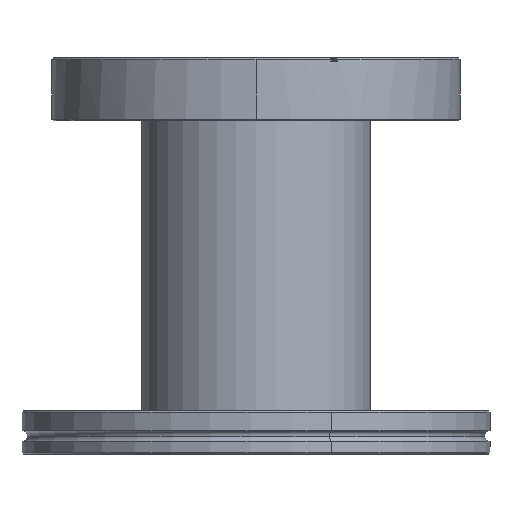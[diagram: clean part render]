
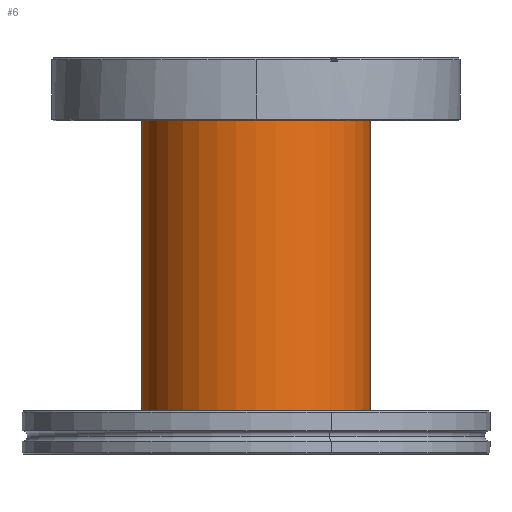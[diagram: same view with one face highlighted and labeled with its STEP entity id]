
A CAD part, front view. The second image highlights one B-rep face of the part: STEP entity #6.
In plain terms, the highlighted cylindrical face has radius 31.75 mm (diameter 63.5 mm), a partial arc.
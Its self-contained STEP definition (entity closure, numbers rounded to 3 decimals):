
#6 = ADVANCED_FACE ( 'NONE', ( #3412 ), #3328, .T. ) ;
#71 = CARTESIAN_POINT ( 'NONE',  ( 31.75, 0., 47. ) ) ;
#91 = VERTEX_POINT ( 'NONE', #2337 ) ;
#579 = EDGE_CURVE ( 'NONE', #91, #2582, #1709, .T. ) ;
#635 = ORIENTED_EDGE ( 'NONE', *, *, #1458, .F. ) ;
#737 = DIRECTION ( 'NONE',  ( 1., 0., 0. ) ) ;
#970 = DIRECTION ( 'NONE',  ( -1., 0., 0. ) ) ;
#1067 = VECTOR ( 'NONE', #3215, 1000. ) ;
#1104 = DIRECTION ( 'NONE',  ( 0., 0., 1. ) ) ;
#1271 = CARTESIAN_POINT ( 'NONE',  ( 31.75, 0., -47. ) ) ;
#1345 = VECTOR ( 'NONE', #1919, 1000. ) ;
#1367 = EDGE_CURVE ( 'NONE', #1768, #2747, #2200, .T. ) ;
#1450 = AXIS2_PLACEMENT_3D ( 'NONE', #2671, #1104, #2943 ) ;
#1458 = EDGE_CURVE ( 'NONE', #2582, #2747, #2731, .T. ) ;
#1630 = CARTESIAN_POINT ( 'NONE',  ( 0., 0., 47. ) ) ;
#1709 = CIRCLE ( 'NONE', #2114, 31.75 ) ;
#1768 = VERTEX_POINT ( 'NONE', #2569 ) ;
#1918 = ORIENTED_EDGE ( 'NONE', *, *, #1367, .T. ) ;
#1919 = DIRECTION ( 'NONE',  ( 0., 0., -1. ) ) ;
#2114 = AXIS2_PLACEMENT_3D ( 'NONE', #1630, #2831, #737 ) ;
#2200 = CIRCLE ( 'NONE', #1450, 31.75 ) ;
#2286 = DIRECTION ( 'NONE',  ( 0., 0., -1. ) ) ;
#2337 = CARTESIAN_POINT ( 'NONE',  ( -31.75, 0., 47. ) ) ;
#2507 = AXIS2_PLACEMENT_3D ( 'NONE', #3088, #2286, #970 ) ;
#2534 = EDGE_CURVE ( 'NONE', #91, #1768, #3159, .T. ) ;
#2569 = CARTESIAN_POINT ( 'NONE',  ( -31.75, 0., -47. ) ) ;
#2582 = VERTEX_POINT ( 'NONE', #2931 ) ;
#2671 = CARTESIAN_POINT ( 'NONE',  ( 0., 0., -47. ) ) ;
#2731 = LINE ( 'NONE', #71, #1345 ) ;
#2747 = VERTEX_POINT ( 'NONE', #1271 ) ;
#2831 = DIRECTION ( 'NONE',  ( 0., 0., 1. ) ) ;
#2931 = CARTESIAN_POINT ( 'NONE',  ( 31.75, 0., 47. ) ) ;
#2943 = DIRECTION ( 'NONE',  ( 1., 0., 0. ) ) ;
#2959 = CARTESIAN_POINT ( 'NONE',  ( -31.75, 0., 47. ) ) ;
#3088 = CARTESIAN_POINT ( 'NONE',  ( 0., 0., 47. ) ) ;
#3159 = LINE ( 'NONE', #2959, #1067 ) ;
#3215 = DIRECTION ( 'NONE',  ( 0., 0., -1. ) ) ;
#3223 = ORIENTED_EDGE ( 'NONE', *, *, #2534, .T. ) ;
#3233 = EDGE_LOOP ( 'NONE', ( #635, #3395, #3223, #1918 ) ) ;
#3328 = CYLINDRICAL_SURFACE ( 'NONE', #2507, 31.75 ) ;
#3395 = ORIENTED_EDGE ( 'NONE', *, *, #579, .F. ) ;
#3412 = FACE_OUTER_BOUND ( 'NONE', #3233, .T. ) ;
